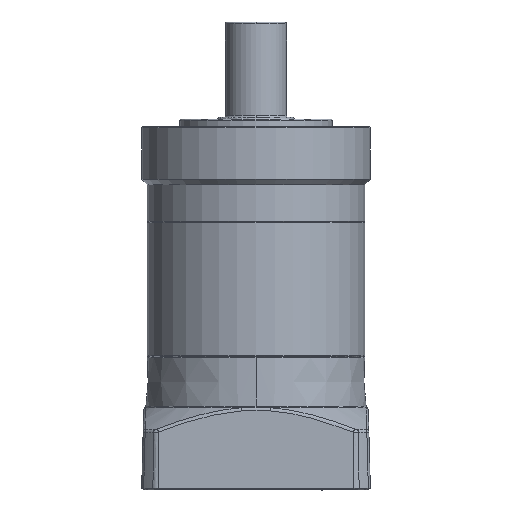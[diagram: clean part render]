
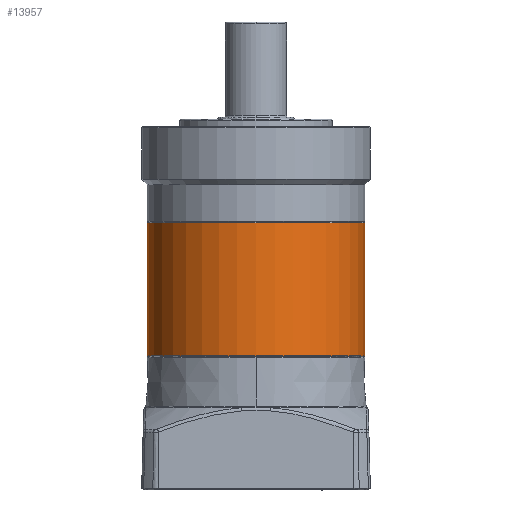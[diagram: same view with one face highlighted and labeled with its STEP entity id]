
A CAD part, front view. The second image highlights one B-rep face of the part: STEP entity #13957.
In plain terms, the highlighted cylindrical face has radius 57 mm (diameter 114 mm), a partial arc.
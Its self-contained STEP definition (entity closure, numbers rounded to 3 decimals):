
#93 = CARTESIAN_POINT ( 'NONE',  ( 57., 0., 0.3 ) ) ;
#195 = DIRECTION ( 'NONE',  ( 0., 0., -1. ) ) ;
#2261 = EDGE_CURVE ( 'NONE', #41080, #7457, #40057, .T. ) ;
#3387 = ORIENTED_EDGE ( 'NONE', *, *, #32319, .T. ) ;
#5267 = AXIS2_PLACEMENT_3D ( 'NONE', #41249, #41202, #41145 ) ;
#5963 = CARTESIAN_POINT ( 'NONE',  ( 57., 0., 70.2 ) ) ;
#6528 = CARTESIAN_POINT ( 'NONE',  ( 57., 0., 70.5 ) ) ;
#6616 = DIRECTION ( 'NONE',  ( 0., 0., -1. ) ) ;
#7311 = CARTESIAN_POINT ( 'NONE',  ( -57., 0., 70.2 ) ) ;
#7457 = VERTEX_POINT ( 'NONE', #93 ) ;
#8592 = VERTEX_POINT ( 'NONE', #12572 ) ;
#8667 = CARTESIAN_POINT ( 'NONE',  ( -57., 0., 70.5 ) ) ;
#9544 = DIRECTION ( 'NONE',  ( 0., 0., -1. ) ) ;
#9599 = CARTESIAN_POINT ( 'NONE',  ( 0., 0., 70.5 ) ) ;
#9634 = DIRECTION ( 'NONE',  ( -1., 0., 0. ) ) ;
#10283 = VECTOR ( 'NONE', #32594, 1000. ) ;
#12514 = CIRCLE ( 'NONE', #29172, 57. ) ;
#12572 = CARTESIAN_POINT ( 'NONE',  ( 0., -57., 70.2 ) ) ;
#13957 = ADVANCED_FACE ( 'NONE', ( #20193 ), #21172, .T. ) ;
#17648 = CARTESIAN_POINT ( 'NONE',  ( 0., 0., 70.2 ) ) ;
#18069 = ORIENTED_EDGE ( 'NONE', *, *, #27440, .T. ) ;
#20076 = LINE ( 'NONE', #6528, #21269 ) ;
#20193 = FACE_OUTER_BOUND ( 'NONE', #24291, .T. ) ;
#20663 = CARTESIAN_POINT ( 'NONE',  ( 0., 0., 70.2 ) ) ;
#21088 = DIRECTION ( 'NONE',  ( -1., 0., 0. ) ) ;
#21172 = CYLINDRICAL_SURFACE ( 'NONE', #42860, 57. ) ;
#21269 = VECTOR ( 'NONE', #6616, 1000. ) ;
#22215 = EDGE_CURVE ( 'NONE', #32703, #7457, #20076, .T. ) ;
#23392 = ORIENTED_EDGE ( 'NONE', *, *, #33203, .T. ) ;
#23968 = ORIENTED_EDGE ( 'NONE', *, *, #22215, .F. ) ;
#24120 = DIRECTION ( 'NONE',  ( -1., 0., 0. ) ) ;
#24291 = EDGE_LOOP ( 'NONE', ( #23968, #23392, #18069, #3387, #40582 ) ) ;
#27440 = EDGE_CURVE ( 'NONE', #8592, #35090, #12514, .T. ) ;
#29172 = AXIS2_PLACEMENT_3D ( 'NONE', #20663, #195, #24120 ) ;
#32283 = LINE ( 'NONE', #8667, #10283 ) ;
#32319 = EDGE_CURVE ( 'NONE', #35090, #41080, #32283, .T. ) ;
#32594 = DIRECTION ( 'NONE',  ( 0., 0., -1. ) ) ;
#32703 = VERTEX_POINT ( 'NONE', #5963 ) ;
#33203 = EDGE_CURVE ( 'NONE', #32703, #8592, #41712, .T. ) ;
#35090 = VERTEX_POINT ( 'NONE', #7311 ) ;
#36150 = CARTESIAN_POINT ( 'NONE',  ( -57., 0., 0.3 ) ) ;
#40057 = CIRCLE ( 'NONE', #5267, 57. ) ;
#40582 = ORIENTED_EDGE ( 'NONE', *, *, #2261, .T. ) ;
#40594 = AXIS2_PLACEMENT_3D ( 'NONE', #17648, #41677, #21088 ) ;
#41080 = VERTEX_POINT ( 'NONE', #36150 ) ;
#41145 = DIRECTION ( 'NONE',  ( -1., 0., 0. ) ) ;
#41202 = DIRECTION ( 'NONE',  ( 0., 0., 1. ) ) ;
#41249 = CARTESIAN_POINT ( 'NONE',  ( 0., 0., 0.3 ) ) ;
#41677 = DIRECTION ( 'NONE',  ( 0., 0., -1. ) ) ;
#41712 = CIRCLE ( 'NONE', #40594, 57. ) ;
#42860 = AXIS2_PLACEMENT_3D ( 'NONE', #9599, #9544, #9634 ) ;
